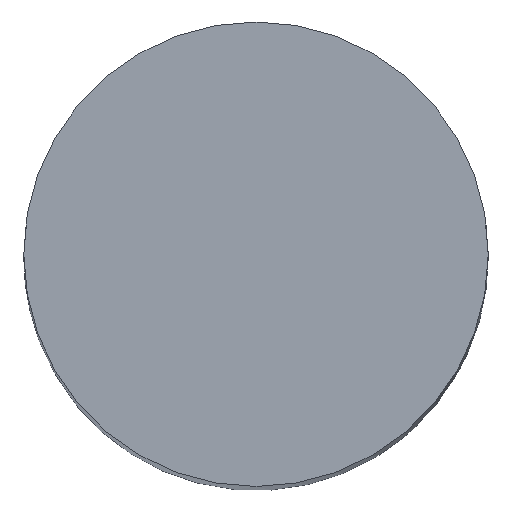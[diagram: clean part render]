
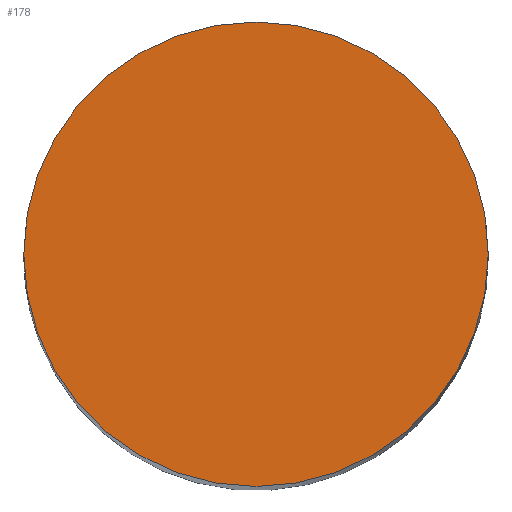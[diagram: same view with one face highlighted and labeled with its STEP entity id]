
A CAD part, top view. The second image highlights one B-rep face of the part: STEP entity #178.
In plain terms, the highlighted planar face has unit normal (0, 0, 1).
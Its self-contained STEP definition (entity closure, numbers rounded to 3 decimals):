
#178=ADVANCED_FACE('240[2]',(#423),#424,.F.);
#198=EDGE_CURVE('240[2]',#451,#451,#452,.F.);
#423=FACE_OUTER_BOUND('',#849,.T.);
#424=PLANE('',#850);
#451=VERTEX_POINT('',#891);
#452=CIRCLE('',#892,9.5);
#849=EDGE_LOOP('',(#1228));
#850=AXIS2_PLACEMENT_3D('',#1229,#1230,#1231);
#891=CARTESIAN_POINT('',(-9.5,0.,0.0));
#892=AXIS2_PLACEMENT_3D('',#1257,#1258,#1259);
#1228=ORIENTED_EDGE('',*,*,#198,.T.);
#1229=CARTESIAN_POINT('',(6.535,0.,0.0));
#1230=DIRECTION('',(0.,0.,-1.0));
#1231=DIRECTION('',(1.0,0.,0.));
#1257=CARTESIAN_POINT('',(0.0,0.0,0.0));
#1258=DIRECTION('',(0.,0.,-1.0));
#1259=DIRECTION('',(0.,-1.0,0.));
